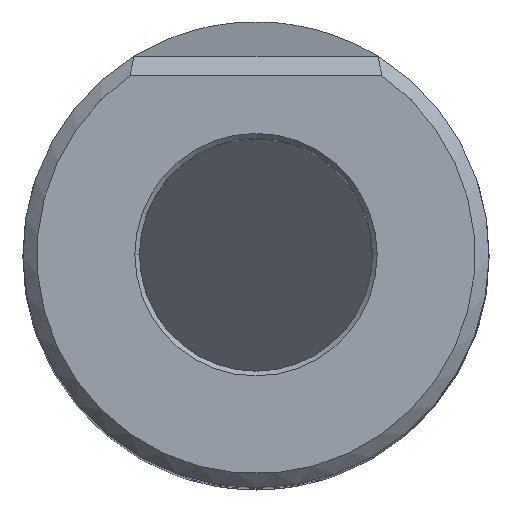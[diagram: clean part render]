
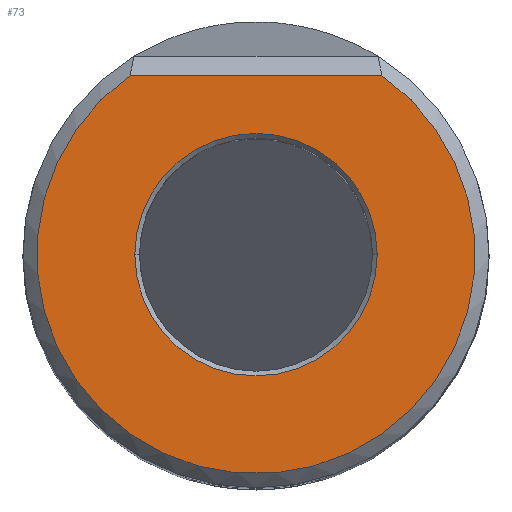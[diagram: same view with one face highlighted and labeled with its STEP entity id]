
A CAD part, top view. The second image highlights one B-rep face of the part: STEP entity #73.
In plain terms, the highlighted planar face has unit normal (0, 0, 1).
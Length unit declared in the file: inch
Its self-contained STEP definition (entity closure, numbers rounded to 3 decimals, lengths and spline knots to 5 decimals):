
#12 = VERTEX_POINT ( 'NONE', #213 ) ;
#31 = CIRCLE ( 'NONE', #751, 0.47 ) ;
#41 = LINE ( 'NONE', #168, #568 ) ;
#46 = EDGE_LOOP ( 'NONE', ( #708, #307 ) ) ;
#73 = ADVANCED_FACE ( 'NONE', ( #442, #251 ), #376, .T. ) ;
#168 = CARTESIAN_POINT ( 'NONE',  ( 0., 0.38472, 0. ) ) ;
#184 = EDGE_CURVE ( 'NONE', #794, #12, #31, .T. ) ;
#188 = DIRECTION ( 'NONE',  ( 0., 0., 1. ) ) ;
#193 = DIRECTION ( 'NONE',  ( 0., -1., 0. ) ) ;
#213 = CARTESIAN_POINT ( 'NONE',  ( 0.26999, 0.38472, 0. ) ) ;
#219 = CARTESIAN_POINT ( 'NONE',  ( -0.26999, 0.38472, 0. ) ) ;
#229 = AXIS2_PLACEMENT_3D ( 'NONE', #335, #702, #272 ) ;
#251 = FACE_OUTER_BOUND ( 'NONE', #46, .T. ) ;
#268 = VERTEX_POINT ( 'NONE', #575 ) ;
#272 = DIRECTION ( 'NONE',  ( 0., -1., 0. ) ) ;
#307 = ORIENTED_EDGE ( 'NONE', *, *, #528, .T. ) ;
#335 = CARTESIAN_POINT ( 'NONE',  ( 0., 0., 0. ) ) ;
#374 = CARTESIAN_POINT ( 'NONE',  ( 0., 0., 0. ) ) ;
#376 = PLANE ( 'NONE',  #641 ) ;
#391 = DIRECTION ( 'NONE',  ( 0., 0., -1. ) ) ;
#415 = DIRECTION ( 'NONE',  ( -1., 0., 0. ) ) ;
#429 = DIRECTION ( 'NONE',  ( 0., 0., 1. ) ) ;
#441 = VERTEX_POINT ( 'NONE', #534 ) ;
#442 = FACE_BOUND ( 'NONE', #687, .T. ) ;
#498 = CARTESIAN_POINT ( 'NONE',  ( 0., 0., 0. ) ) ;
#528 = EDGE_CURVE ( 'NONE', #12, #794, #41, .T. ) ;
#534 = CARTESIAN_POINT ( 'NONE',  ( -0.26, 0., 0. ) ) ;
#553 = CIRCLE ( 'NONE', #685, 0.26 ) ;
#568 = VECTOR ( 'NONE', #415, 39.37008 ) ;
#575 = CARTESIAN_POINT ( 'NONE',  ( 0.26, 0., 0. ) ) ;
#579 = CIRCLE ( 'NONE', #229, 0.26 ) ;
#581 = CARTESIAN_POINT ( 'NONE',  ( 0., 0., 0. ) ) ;
#627 = DIRECTION ( 'NONE',  ( 0., -1., 0. ) ) ;
#641 = AXIS2_PLACEMENT_3D ( 'NONE', #498, #188, #627 ) ;
#670 = ORIENTED_EDGE ( 'NONE', *, *, #784, .T. ) ;
#685 = AXIS2_PLACEMENT_3D ( 'NONE', #581, #391, #711 ) ;
#687 = EDGE_LOOP ( 'NONE', ( #786, #670 ) ) ;
#702 = DIRECTION ( 'NONE',  ( 0., 0., -1. ) ) ;
#708 = ORIENTED_EDGE ( 'NONE', *, *, #184, .T. ) ;
#711 = DIRECTION ( 'NONE',  ( 0., -1., 0. ) ) ;
#751 = AXIS2_PLACEMENT_3D ( 'NONE', #374, #429, #193 ) ;
#767 = EDGE_CURVE ( 'NONE', #268, #441, #579, .T. ) ;
#784 = EDGE_CURVE ( 'NONE', #441, #268, #553, .T. ) ;
#786 = ORIENTED_EDGE ( 'NONE', *, *, #767, .T. ) ;
#794 = VERTEX_POINT ( 'NONE', #219 ) ;
